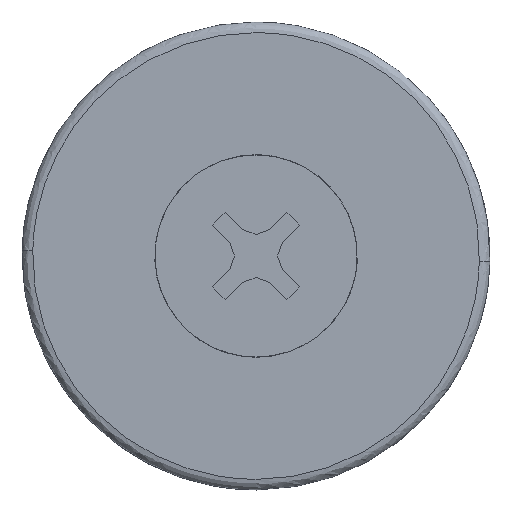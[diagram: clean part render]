
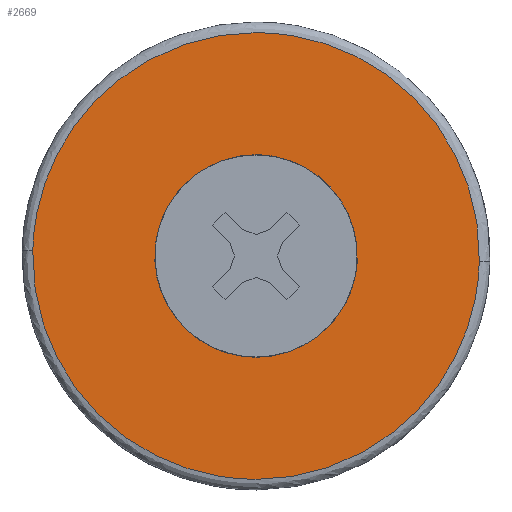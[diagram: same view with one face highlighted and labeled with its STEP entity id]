
A CAD part, front view. The second image highlights one B-rep face of the part: STEP entity #2669.
In plain terms, the highlighted free-form (B-spline) face has degree [1, 1] with [2, 2] control points.
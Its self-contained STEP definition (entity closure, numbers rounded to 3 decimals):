
#963=CARTESIAN_POINT('',(-4.727,0.,0.562));
#964=VERTEX_POINT('',#963);
#970=CARTESIAN_POINT('',(0.0,0.0,-4.76));
#971=VERTEX_POINT('',#970);
#972=CARTESIAN_POINT('',(-4.727,0.,0.562));
#973=CARTESIAN_POINT('',(-4.76,0.0,0.282));
#974=CARTESIAN_POINT('',(-4.76,0.0,0.0));
#975=CARTESIAN_POINT('',(-4.76,0.0,-4.76));
#976=CARTESIAN_POINT('',(0.0,0.0,-4.76));
#984=(BOUNDED_CURVE()B_SPLINE_CURVE(2,(#972,#973,#974,#975,#976),.UNSPECIFIED.,.F.,.U.)B_SPLINE_CURVE_WITH_KNOTS((3,2,3),(0.23,0.25,0.5),.UNSPECIFIED.)CURVE()GEOMETRIC_REPRESENTATION_ITEM()RATIONAL_B_SPLINE_CURVE((0.956,0.976,1.0,0.707,1.0))REPRESENTATION_ITEM(''));
#985=EDGE_CURVE('',#964,#971,#984,.T.);
#987=CARTESIAN_POINT('',(4.751,0.,-0.291));
#988=VERTEX_POINT('',#987);
#989=CARTESIAN_POINT('',(0.0,0.0,-4.76));
#990=CARTESIAN_POINT('',(4.478,0.0,-4.76));
#991=CARTESIAN_POINT('',(4.751,0.,-0.291));
#999=(BOUNDED_CURVE()B_SPLINE_CURVE(2,(#989,#990,#991),.UNSPECIFIED.,.F.,.U.)B_SPLINE_CURVE_WITH_KNOTS((3,3),(0.5,0.739),.UNSPECIFIED.)CURVE()GEOMETRIC_REPRESENTATION_ITEM()RATIONAL_B_SPLINE_CURVE((1.0,0.72,0.976))REPRESENTATION_ITEM(''));
#1000=EDGE_CURVE('',#971,#988,#999,.T.);
#1074=CARTESIAN_POINT('',(0.0,0.0,4.76));
#1075=VERTEX_POINT('',#1074);
#1076=CARTESIAN_POINT('',(4.751,0.,-0.291));
#1077=CARTESIAN_POINT('',(4.76,0.0,-0.145));
#1078=CARTESIAN_POINT('',(4.76,0.0,0.0));
#1079=CARTESIAN_POINT('',(4.76,0.0,4.76));
#1080=CARTESIAN_POINT('',(0.0,0.0,4.76));
#1088=(BOUNDED_CURVE()B_SPLINE_CURVE(2,(#1076,#1077,#1078,#1079,#1080),.UNSPECIFIED.,.F.,.U.)B_SPLINE_CURVE_WITH_KNOTS((3,2,3),(0.739,0.75,1.0),.UNSPECIFIED.)CURVE()GEOMETRIC_REPRESENTATION_ITEM()RATIONAL_B_SPLINE_CURVE((0.976,0.988,1.0,0.707,1.0))REPRESENTATION_ITEM(''));
#1089=EDGE_CURVE('',#988,#1075,#1088,.T.);
#1091=CARTESIAN_POINT('',(0.0,0.0,4.76));
#1092=CARTESIAN_POINT('',(-4.228,0.0,4.76));
#1093=CARTESIAN_POINT('',(-4.727,0.,0.562));
#1101=(BOUNDED_CURVE()B_SPLINE_CURVE(2,(#1091,#1092,#1093),.UNSPECIFIED.,.F.,.U.)B_SPLINE_CURVE_WITH_KNOTS((3,3),(0.0,0.23),.UNSPECIFIED.)CURVE()GEOMETRIC_REPRESENTATION_ITEM()RATIONAL_B_SPLINE_CURVE((1.0,0.731,0.956))REPRESENTATION_ITEM(''));
#1102=EDGE_CURVE('',#1075,#964,#1101,.T.);
#1565=CARTESIAN_POINT('',(-10.497,0.,0.264));
#1566=VERTEX_POINT('',#1565);
#1567=CARTESIAN_POINT('',(0.0,0.,-10.5));
#1568=VERTEX_POINT('',#1567);
#1569=CARTESIAN_POINT('',(-10.497,0.,0.264));
#1570=CARTESIAN_POINT('',(-10.5,0.,0.132));
#1571=CARTESIAN_POINT('',(-10.5,0.,0.));
#1572=CARTESIAN_POINT('',(-10.5,0.,-10.5));
#1573=CARTESIAN_POINT('',(0.0,0.,-10.5));
#1581=(BOUNDED_CURVE()B_SPLINE_CURVE(2,(#1569,#1570,#1571,#1572,#1573),.UNSPECIFIED.,.F.,.U.)B_SPLINE_CURVE_WITH_KNOTS((3,2,3),(0.746,0.75,1.0),.UNSPECIFIED.)CURVE()GEOMETRIC_REPRESENTATION_ITEM()RATIONAL_B_SPLINE_CURVE((0.99,0.995,1.0,0.707,1.0))REPRESENTATION_ITEM(''));
#1582=EDGE_CURVE('',#1566,#1568,#1581,.T.);
#1599=CARTESIAN_POINT('',(10.497,0.,-0.264));
#1600=VERTEX_POINT('',#1599);
#1614=CARTESIAN_POINT('',(0.0,0.,-10.5));
#1615=CARTESIAN_POINT('',(10.239,0.,-10.5));
#1616=CARTESIAN_POINT('',(10.497,0.,-0.264));
#1624=(BOUNDED_CURVE()B_SPLINE_CURVE(2,(#1614,#1615,#1616),.UNSPECIFIED.,.F.,.U.)B_SPLINE_CURVE_WITH_KNOTS((3,3),(0.0,0.246),.UNSPECIFIED.)CURVE()GEOMETRIC_REPRESENTATION_ITEM()RATIONAL_B_SPLINE_CURVE((1.0,0.712,0.99))REPRESENTATION_ITEM(''));
#1625=EDGE_CURVE('',#1568,#1600,#1624,.T.);
#1653=CARTESIAN_POINT('',(0.0,0.,10.5));
#1654=VERTEX_POINT('',#1653);
#1655=CARTESIAN_POINT('',(0.0,0.,10.5));
#1656=CARTESIAN_POINT('',(-10.239,0.,10.5));
#1657=CARTESIAN_POINT('',(-10.497,0.,0.264));
#1665=(BOUNDED_CURVE()B_SPLINE_CURVE(2,(#1655,#1656,#1657),.UNSPECIFIED.,.F.,.U.)B_SPLINE_CURVE_WITH_KNOTS((3,3),(0.5,0.746),.UNSPECIFIED.)CURVE()GEOMETRIC_REPRESENTATION_ITEM()RATIONAL_B_SPLINE_CURVE((1.0,0.712,0.99))REPRESENTATION_ITEM(''));
#1666=EDGE_CURVE('',#1654,#1566,#1665,.T.);
#1668=CARTESIAN_POINT('',(10.497,0.,-0.264));
#1669=CARTESIAN_POINT('',(10.5,0.,-0.132));
#1670=CARTESIAN_POINT('',(10.5,0.,0.));
#1671=CARTESIAN_POINT('',(10.5,0.,10.5));
#1672=CARTESIAN_POINT('',(0.0,0.,10.5));
#1680=(BOUNDED_CURVE()B_SPLINE_CURVE(2,(#1668,#1669,#1670,#1671,#1672),.UNSPECIFIED.,.F.,.U.)B_SPLINE_CURVE_WITH_KNOTS((3,2,3),(0.246,0.25,0.5),.UNSPECIFIED.)CURVE()GEOMETRIC_REPRESENTATION_ITEM()RATIONAL_B_SPLINE_CURVE((0.99,0.995,1.0,0.707,1.0))REPRESENTATION_ITEM(''));
#1681=EDGE_CURVE('',#1600,#1654,#1680,.T.);
#2652=CARTESIAN_POINT('',(-11.545,0.,-11.549));
#2653=CARTESIAN_POINT('',(-11.545,0.,11.549));
#2654=CARTESIAN_POINT('',(11.545,0.,-11.549));
#2655=CARTESIAN_POINT('',(11.545,0.,11.549));
#2656=B_SPLINE_SURFACE_WITH_KNOTS('',1,1,((#2652,#2654),(#2653,#2655)),.UNSPECIFIED.,.F.,.F.,.U.,(2,2),(2,2),(0.0,23.098),(0.0,23.091),.UNSPECIFIED.);
#2657=ORIENTED_EDGE('',*,*,#1625,.T.);
#2658=ORIENTED_EDGE('',*,*,#1681,.T.);
#2659=ORIENTED_EDGE('',*,*,#1666,.T.);
#2660=ORIENTED_EDGE('',*,*,#1582,.T.);
#2661=EDGE_LOOP('',(#2657,#2658,#2659,#2660));
#2662=FACE_OUTER_BOUND('',#2661,.T.);
#2663=ORIENTED_EDGE('',*,*,#1000,.F.);
#2664=ORIENTED_EDGE('',*,*,#985,.F.);
#2665=ORIENTED_EDGE('',*,*,#1102,.F.);
#2666=ORIENTED_EDGE('',*,*,#1089,.F.);
#2667=EDGE_LOOP('',(#2663,#2664,#2665,#2666));
#2668=FACE_BOUND('',#2667,.T.);
#2669=ADVANCED_FACE('',(#2662,#2668),#2656,.F.);
